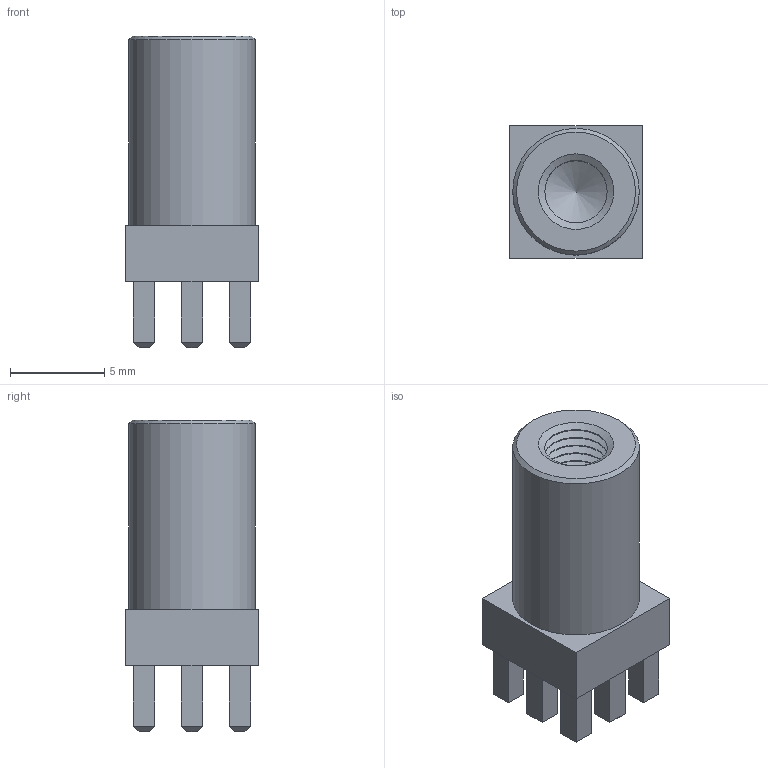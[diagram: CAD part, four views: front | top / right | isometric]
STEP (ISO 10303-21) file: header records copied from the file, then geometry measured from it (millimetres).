
FILE_DESCRIPTION(/* description */ (''),/* implementation_level */ '2;1');
FILE_NAME(/* name */ 'WURTH_97715.stp',/* time_stamp */ '2017-01-13T09:25:49+01:00',/* author */ ('riccim'),/* organization */ ('SolidWorks'),/* preprocessor_version */ 'ST-DEVELOPER v15.5',/* originating_system */ 'AutoCAD Mechanical',/* authorisation */ ' ');
FILE_SCHEMA (('AUTOMOTIVE_DESIGN { 1 0 10303 214 3 1 1 }'));
Length unit declared in the file: millimetre
Products named in the file (1): Product
Bounding box: 7 x 7 x 16.5 mm (x, y, z)
Volume: 421.8 mm3; surface area: 727.4 mm2
Topology: 1 solids, 1 shells, 144 faces, 305 edges, 174 vertices
Faces by surface type: plane 89, cone 36, cylinder 19
Full cylindrical faces by diameter (mm): 3.3 x18, 6.7 x1
Entity records: 3470 total; most frequent: DIRECTION 596, CARTESIAN_POINT 567, ORIENTED_EDGE 498, EDGE_CURVE 249, EDGE_LOOP 210, AXIS2_PLACEMENT_3D 202, LINE 192, VECTOR 192
